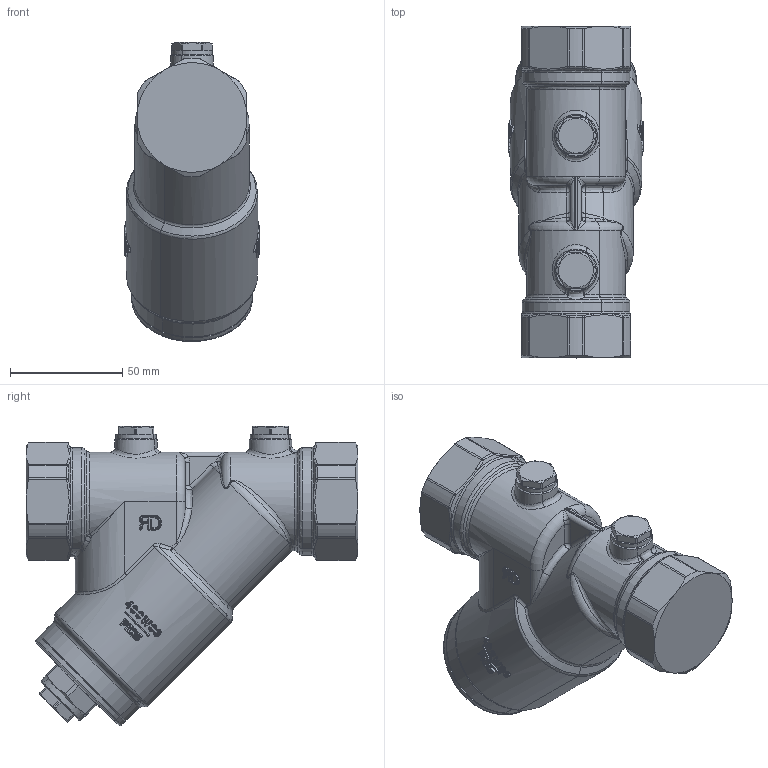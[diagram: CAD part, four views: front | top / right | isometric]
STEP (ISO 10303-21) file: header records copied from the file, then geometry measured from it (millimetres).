
FILE_DESCRIPTION(('CATIA V5 STEP Exchange','CAx-IF Rec.Pracs.--- Model Styling and Organization---1.4--- 2014-01-23','CAx-IF Rec.Pracs.---3D Tessellated Data Validation Properties---0.5---2014-09-14'),'2;1');
FILE_NAME('STEP_126171_4M5_-_TST.stp','2022-09-12T13:12:37+00:00',('none'),('none'),'CATIA Version 5-6 Release 2019 SP3','CATIA V5 STEP AP242 v1','none');
FILE_SCHEMA(('AP242_MANAGED_MODEL_BASED_3D_ENGINEERING_MIM_LF {1 0 10303 442 1 1 4}'));
Products named in the file (1): 126171 4M5 - TST
Bounding box: 60.5 x 148 x 133.49 mm (x, y, z)
Volume: 492349.8 mm3; surface area: 44645.5 mm2
Topology: 1 solids, 1 shells, 1819 faces, 4240 edges, 2303 vertices
Faces by surface type: bspline 590, cylinder 579, torus 269, plane 262, sphere 60, cone 59
Entity records: 137204 total; most frequent: CARTESIAN_POINT 102270, ORIENTED_EDGE 8156, DIRECTION 4206, EDGE_CURVE 4078, VERTEX_POINT 2303, AXIS2_PLACEMENT_3D 2194, EDGE_LOOP 1861, B_SPLINE_CURVE_WITH_KNOTS 1834
